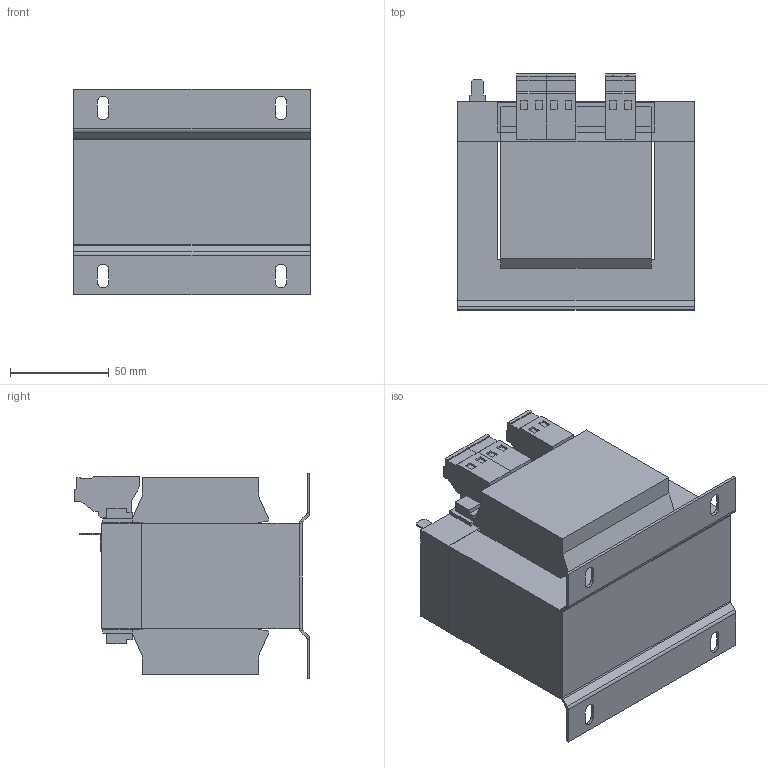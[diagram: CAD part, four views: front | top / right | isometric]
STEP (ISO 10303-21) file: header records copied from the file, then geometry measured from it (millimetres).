
FILE_DESCRIPTION (( 'STEP AP214' ), '1' );
FILE_NAME ('226820.STEP', '2020-07-03T07:39:12', ( '' ), ( '' ), 'SwSTEP 2.0', 'SolidWorks 2018', '' );
FILE_SCHEMA (( 'AUTOMOTIVE_DESIGN' ));
Length unit declared in the file: millimetre
Products named in the file (1): 226820
Bounding box: 120 x 119.5 x 104 mm (x, y, z)
Volume: 903110 mm3; surface area: 112397.8 mm2
Topology: 1 solids, 1 shells, 257 faces, 653 edges, 414 vertices
Faces by surface type: plane 225, cylinder 32
Entity records: 7609 total; most frequent: CARTESIAN_POINT 1325, ORIENTED_EDGE 1306, DIRECTION 1233, EDGE_CURVE 653, VECTOR 589, LINE 589, VERTEX_POINT 414, AXIS2_PLACEMENT_3D 322
